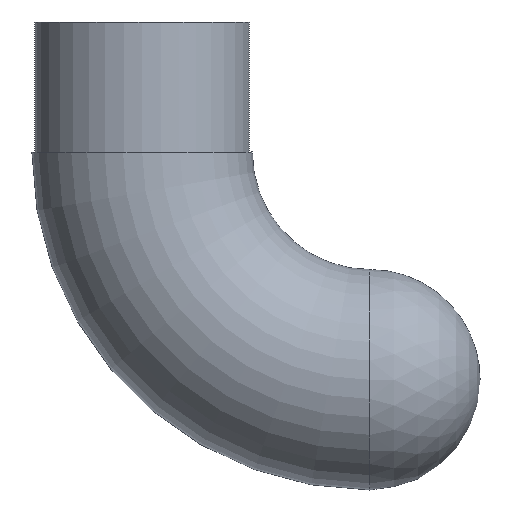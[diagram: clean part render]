
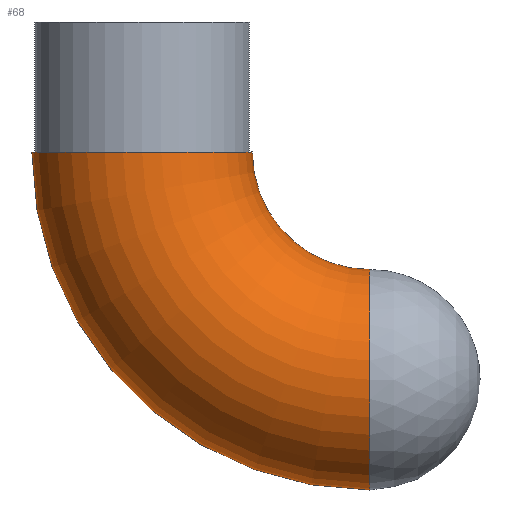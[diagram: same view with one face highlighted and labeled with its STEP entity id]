
A CAD part, front view. The second image highlights one B-rep face of the part: STEP entity #68.
In plain terms, the highlighted toroidal (fillet/blend) face has major radius 43.8 mm and minor radius 21.2 mm.
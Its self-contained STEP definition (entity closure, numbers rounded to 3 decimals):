
#14 = EDGE_CURVE ( 'NONE', #216, #95, #46, .T. ) ;
#16 = FACE_OUTER_BOUND ( 'NONE', #37, .T. ) ;
#37 = EDGE_LOOP ( 'NONE', ( #312, #141, #70, #341 ) ) ;
#44 = CARTESIAN_POINT ( 'NONE',  ( 48.371, 0., -20.59 ) ) ;
#46 = CIRCLE ( 'NONE', #300, 65. ) ;
#49 = DIRECTION ( 'NONE',  ( 0., -1., 0. ) ) ;
#68 = ADVANCED_FACE ( 'NONE', ( #16 ), #344, .T. ) ;
#70 = ORIENTED_EDGE ( 'NONE', *, *, #250, .F. ) ;
#71 = VERTEX_POINT ( 'NONE', #175 ) ;
#95 = VERTEX_POINT ( 'NONE', #44 ) ;
#96 = AXIS2_PLACEMENT_3D ( 'NONE', #376, #49, #348 ) ;
#106 = AXIS2_PLACEMENT_3D ( 'NONE', #206, #302, #246 ) ;
#118 = CIRCLE ( 'NONE', #309, 21.2 ) ;
#141 = ORIENTED_EDGE ( 'NONE', *, *, #14, .T. ) ;
#146 = DIRECTION ( 'NONE',  ( 0., 0., -1. ) ) ;
#148 = CARTESIAN_POINT ( 'NONE',  ( 25.771, 0., 44.41 ) ) ;
#159 = DIRECTION ( 'NONE',  ( -1., 0., 0. ) ) ;
#167 = EDGE_CURVE ( 'NONE', #282, #71, #198, .T. ) ;
#173 = CIRCLE ( 'NONE', #222, 21.2 ) ;
#175 = CARTESIAN_POINT ( 'NONE',  ( 48.371, 0., 21.81 ) ) ;
#198 = CIRCLE ( 'NONE', #106, 22.6 ) ;
#204 = DIRECTION ( 'NONE',  ( 0., -1., 0. ) ) ;
#206 = CARTESIAN_POINT ( 'NONE',  ( 48.371, 0., 44.41 ) ) ;
#216 = VERTEX_POINT ( 'NONE', #385 ) ;
#222 = AXIS2_PLACEMENT_3D ( 'NONE', #279, #304, #159 ) ;
#246 = DIRECTION ( 'NONE',  ( 0., 0., -1. ) ) ;
#250 = EDGE_CURVE ( 'NONE', #71, #95, #118, .T. ) ;
#279 = CARTESIAN_POINT ( 'NONE',  ( 4.571, 0., 44.41 ) ) ;
#282 = VERTEX_POINT ( 'NONE', #148 ) ;
#296 = EDGE_CURVE ( 'NONE', #282, #216, #173, .T. ) ;
#298 = DIRECTION ( 'NONE',  ( 1., 0., 0. ) ) ;
#300 = AXIS2_PLACEMENT_3D ( 'NONE', #347, #204, #346 ) ;
#302 = DIRECTION ( 'NONE',  ( 0., -1., 0. ) ) ;
#304 = DIRECTION ( 'NONE',  ( 0., 0., -1. ) ) ;
#309 = AXIS2_PLACEMENT_3D ( 'NONE', #357, #298, #146 ) ;
#312 = ORIENTED_EDGE ( 'NONE', *, *, #296, .T. ) ;
#341 = ORIENTED_EDGE ( 'NONE', *, *, #167, .F. ) ;
#344 = TOROIDAL_SURFACE ( 'NONE', #96, 43.8, 21.2 ) ;
#346 = DIRECTION ( 'NONE',  ( 0., 0., -1. ) ) ;
#347 = CARTESIAN_POINT ( 'NONE',  ( 48.371, 0., 44.41 ) ) ;
#348 = DIRECTION ( 'NONE',  ( 0., 0., -1. ) ) ;
#357 = CARTESIAN_POINT ( 'NONE',  ( 48.371, 0., 0.61 ) ) ;
#376 = CARTESIAN_POINT ( 'NONE',  ( 48.371, 0., 44.41 ) ) ;
#385 = CARTESIAN_POINT ( 'NONE',  ( -16.629, 0., 44.41 ) ) ;
